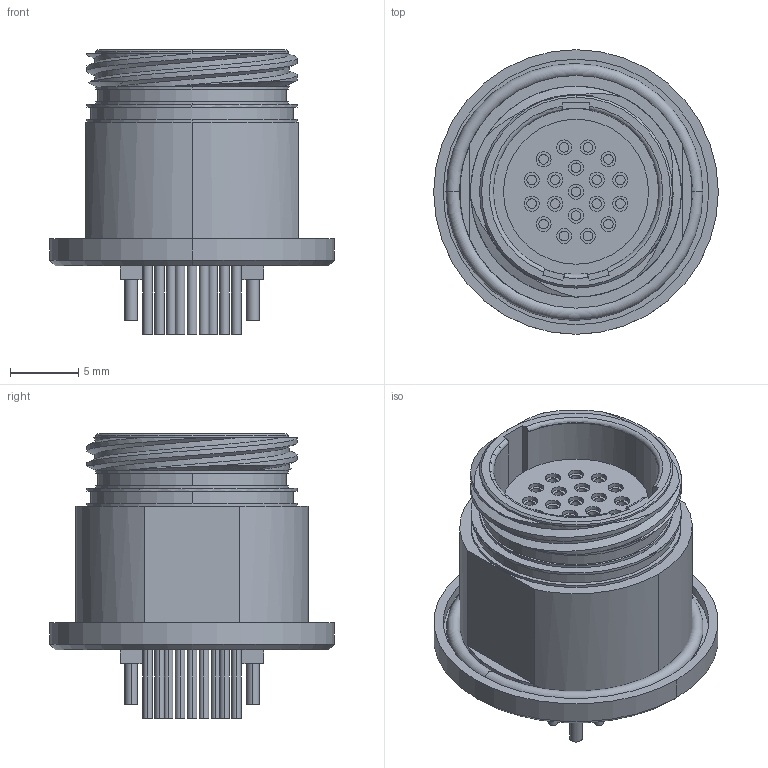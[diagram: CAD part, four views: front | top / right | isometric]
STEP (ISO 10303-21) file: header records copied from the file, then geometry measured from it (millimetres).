
FILE_DESCRIPTION((''),'2;1');
FILE_NAME('LEMO_HEN.2M.319.XLNP_Part1.stp','2014-12-03T12:37:29',(''),(''),'Mechanical Desktop 2011','Mechanical Desktop 2011',', , ');
FILE_SCHEMA(('AUTOMOTIVE_DESIGN { 1 2 10303 214 1 1 1 1 }'));
Length unit declared in the file: millimetre
Products named in the file (1): Product
Bounding box: 20.8 x 20.8 x 20.8 mm (x, y, z)
Volume: 2855.7 mm3; surface area: 4633.3 mm2
Topology: 51 solids, 51 shells, 442 faces, 933 edges, 623 vertices
Faces by surface type: cylinder 242, plane 174, torus 11, bspline 9, cone 6
Entity records: 13258 total; most frequent: CARTESIAN_POINT 3084, DIRECTION 2278, ORIENTED_EDGE 1866, AXIS2_PLACEMENT_3D 963, EDGE_CURVE 933, VERTEX_POINT 623, EDGE_LOOP 554, CIRCLE 529
